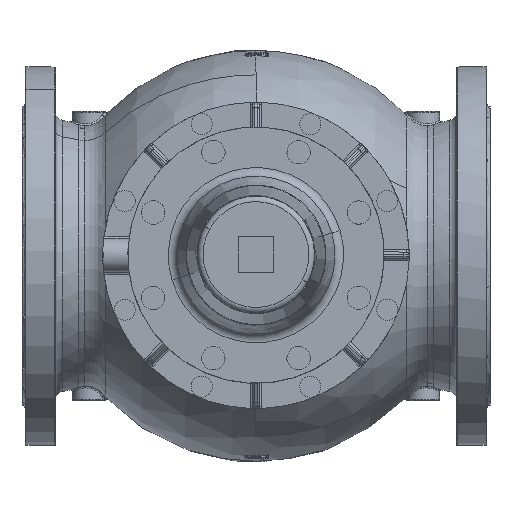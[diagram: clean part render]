
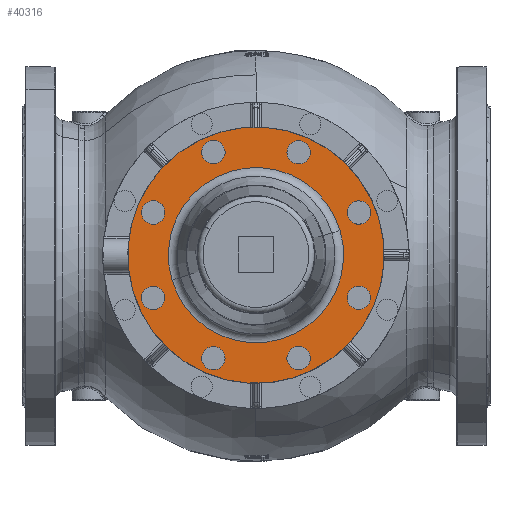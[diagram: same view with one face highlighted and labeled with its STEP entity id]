
A CAD part, top view. The second image highlights one B-rep face of the part: STEP entity #40316.
In plain terms, the highlighted planar face has unit normal (0, 0, 1).
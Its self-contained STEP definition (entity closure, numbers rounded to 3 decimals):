
#40064=AXIS2_PLACEMENT_3D('Circle Axis2P3D',#40062,#40063,$) ;
#40089=AXIS2_PLACEMENT_3D('Circle Axis2P3D',#40087,#40088,$) ;
#40148=AXIS2_PLACEMENT_3D('Plane Axis2P3D',#40145,#40146,#40147) ;
#40156=AXIS2_PLACEMENT_3D('Circle Axis2P3D',#40154,#40155,$) ;
#40165=AXIS2_PLACEMENT_3D('Circle Axis2P3D',#40163,#40164,$) ;
#40174=AXIS2_PLACEMENT_3D('Circle Axis2P3D',#40172,#40173,$) ;
#40183=AXIS2_PLACEMENT_3D('Circle Axis2P3D',#40181,#40182,$) ;
#40192=AXIS2_PLACEMENT_3D('Circle Axis2P3D',#40190,#40191,$) ;
#40201=AXIS2_PLACEMENT_3D('Circle Axis2P3D',#40199,#40200,$) ;
#40210=AXIS2_PLACEMENT_3D('Circle Axis2P3D',#40208,#40209,$) ;
#40219=AXIS2_PLACEMENT_3D('Circle Axis2P3D',#40217,#40218,$) ;
#40228=AXIS2_PLACEMENT_3D('Circle Axis2P3D',#40226,#40227,$) ;
#40237=AXIS2_PLACEMENT_3D('Circle Axis2P3D',#40235,#40236,$) ;
#40246=AXIS2_PLACEMENT_3D('Circle Axis2P3D',#40244,#40245,$) ;
#40255=AXIS2_PLACEMENT_3D('Circle Axis2P3D',#40253,#40254,$) ;
#40264=AXIS2_PLACEMENT_3D('Circle Axis2P3D',#40262,#40263,$) ;
#40273=AXIS2_PLACEMENT_3D('Circle Axis2P3D',#40271,#40272,$) ;
#40282=AXIS2_PLACEMENT_3D('Circle Axis2P3D',#40280,#40281,$) ;
#40291=AXIS2_PLACEMENT_3D('Circle Axis2P3D',#40289,#40290,$) ;
#40300=AXIS2_PLACEMENT_3D('Circle Axis2P3D',#40298,#40299,$) ;
#40309=AXIS2_PLACEMENT_3D('Circle Axis2P3D',#40307,#40308,$) ;
#40059=CARTESIAN_POINT('Vertex',(110.348,32.377,396.)) ;
#40062=CARTESIAN_POINT('Axis2P3D Location',(0.,0.,396.)) ;
#40066=CARTESIAN_POINT('Vertex',(-110.348,-32.377,396.)) ;
#40087=CARTESIAN_POINT('Axis2P3D Location',(0.,0.,396.)) ;
#40145=CARTESIAN_POINT('Axis2P3D Location',(55.606,55.606,396.)) ;
#40154=CARTESIAN_POINT('Axis2P3D Location',(-92.388,38.268,396.)) ;
#40158=CARTESIAN_POINT('Vertex',(-81.888,38.268,396.)) ;
#40160=CARTESIAN_POINT('Vertex',(-102.888,38.268,396.)) ;
#40163=CARTESIAN_POINT('Axis2P3D Location',(-92.388,38.268,396.)) ;
#40172=CARTESIAN_POINT('Axis2P3D Location',(0.,0.,396.)) ;
#40176=CARTESIAN_POINT('Vertex',(-75.458,-22.14,396.)) ;
#40178=CARTESIAN_POINT('Vertex',(75.458,22.14,396.)) ;
#40181=CARTESIAN_POINT('Axis2P3D Location',(0.,0.,396.)) ;
#40190=CARTESIAN_POINT('Axis2P3D Location',(-92.388,-38.268,396.)) ;
#40194=CARTESIAN_POINT('Vertex',(-99.813,-45.693,396.)) ;
#40196=CARTESIAN_POINT('Vertex',(-84.963,-30.844,396.)) ;
#40199=CARTESIAN_POINT('Axis2P3D Location',(-92.388,-38.268,396.)) ;
#40208=CARTESIAN_POINT('Axis2P3D Location',(-38.268,-92.388,396.)) ;
#40212=CARTESIAN_POINT('Vertex',(-38.268,-102.888,396.)) ;
#40214=CARTESIAN_POINT('Vertex',(-38.268,-81.888,396.)) ;
#40217=CARTESIAN_POINT('Axis2P3D Location',(-38.268,-92.388,396.)) ;
#40226=CARTESIAN_POINT('Axis2P3D Location',(38.268,-92.388,396.)) ;
#40230=CARTESIAN_POINT('Vertex',(45.693,-99.813,396.)) ;
#40232=CARTESIAN_POINT('Vertex',(30.844,-84.963,396.)) ;
#40235=CARTESIAN_POINT('Axis2P3D Location',(38.268,-92.388,396.)) ;
#40244=CARTESIAN_POINT('Axis2P3D Location',(92.388,-38.268,396.)) ;
#40248=CARTESIAN_POINT('Vertex',(102.888,-38.268,396.)) ;
#40250=CARTESIAN_POINT('Vertex',(81.888,-38.268,396.)) ;
#40253=CARTESIAN_POINT('Axis2P3D Location',(92.388,-38.268,396.)) ;
#40262=CARTESIAN_POINT('Axis2P3D Location',(92.388,38.268,396.)) ;
#40266=CARTESIAN_POINT('Vertex',(99.813,45.693,396.)) ;
#40268=CARTESIAN_POINT('Vertex',(84.963,30.844,396.)) ;
#40271=CARTESIAN_POINT('Axis2P3D Location',(92.388,38.268,396.)) ;
#40280=CARTESIAN_POINT('Axis2P3D Location',(38.268,92.388,396.)) ;
#40284=CARTESIAN_POINT('Vertex',(38.268,102.888,396.)) ;
#40286=CARTESIAN_POINT('Vertex',(38.268,81.888,396.)) ;
#40289=CARTESIAN_POINT('Axis2P3D Location',(38.268,92.388,396.)) ;
#40298=CARTESIAN_POINT('Axis2P3D Location',(-38.268,92.388,396.)) ;
#40302=CARTESIAN_POINT('Vertex',(-45.693,99.813,396.)) ;
#40304=CARTESIAN_POINT('Vertex',(-30.844,84.963,396.)) ;
#40307=CARTESIAN_POINT('Axis2P3D Location',(-38.268,92.388,396.)) ;
#40063=DIRECTION('Axis2P3D Direction',(0.,0.,-1.)) ;
#40088=DIRECTION('Axis2P3D Direction',(0.,0.,-1.)) ;
#40146=DIRECTION('Axis2P3D Direction',(0.,-0.,-1.)) ;
#40147=DIRECTION('Axis2P3D XDirection',(0.707,-0.707,0.)) ;
#40155=DIRECTION('Axis2P3D Direction',(0.,-0.,-1.)) ;
#40164=DIRECTION('Axis2P3D Direction',(0.,-0.,-1.)) ;
#40173=DIRECTION('Axis2P3D Direction',(0.,-0.,-1.)) ;
#40182=DIRECTION('Axis2P3D Direction',(0.,-0.,-1.)) ;
#40191=DIRECTION('Axis2P3D Direction',(0.,-0.,-1.)) ;
#40200=DIRECTION('Axis2P3D Direction',(0.,-0.,-1.)) ;
#40209=DIRECTION('Axis2P3D Direction',(0.,-0.,-1.)) ;
#40218=DIRECTION('Axis2P3D Direction',(0.,-0.,-1.)) ;
#40227=DIRECTION('Axis2P3D Direction',(0.,-0.,-1.)) ;
#40236=DIRECTION('Axis2P3D Direction',(0.,-0.,-1.)) ;
#40245=DIRECTION('Axis2P3D Direction',(0.,-0.,-1.)) ;
#40254=DIRECTION('Axis2P3D Direction',(0.,-0.,-1.)) ;
#40263=DIRECTION('Axis2P3D Direction',(0.,-0.,-1.)) ;
#40272=DIRECTION('Axis2P3D Direction',(0.,-0.,-1.)) ;
#40281=DIRECTION('Axis2P3D Direction',(0.,-0.,-1.)) ;
#40290=DIRECTION('Axis2P3D Direction',(0.,-0.,-1.)) ;
#40299=DIRECTION('Axis2P3D Direction',(0.,-0.,-1.)) ;
#40308=DIRECTION('Axis2P3D Direction',(0.,-0.,-1.)) ;
#40151=ORIENTED_EDGE('',*,*,#40068,.F.) ;
#40152=ORIENTED_EDGE('',*,*,#40091,.F.) ;
#40169=ORIENTED_EDGE('',*,*,#40162,.T.) ;
#40170=ORIENTED_EDGE('',*,*,#40167,.T.) ;
#40187=ORIENTED_EDGE('',*,*,#40180,.T.) ;
#40188=ORIENTED_EDGE('',*,*,#40185,.T.) ;
#40205=ORIENTED_EDGE('',*,*,#40198,.T.) ;
#40206=ORIENTED_EDGE('',*,*,#40203,.T.) ;
#40223=ORIENTED_EDGE('',*,*,#40216,.T.) ;
#40224=ORIENTED_EDGE('',*,*,#40221,.T.) ;
#40241=ORIENTED_EDGE('',*,*,#40234,.T.) ;
#40242=ORIENTED_EDGE('',*,*,#40239,.T.) ;
#40259=ORIENTED_EDGE('',*,*,#40252,.T.) ;
#40260=ORIENTED_EDGE('',*,*,#40257,.T.) ;
#40277=ORIENTED_EDGE('',*,*,#40270,.T.) ;
#40278=ORIENTED_EDGE('',*,*,#40275,.T.) ;
#40295=ORIENTED_EDGE('',*,*,#40288,.T.) ;
#40296=ORIENTED_EDGE('',*,*,#40293,.T.) ;
#40313=ORIENTED_EDGE('',*,*,#40306,.T.) ;
#40314=ORIENTED_EDGE('',*,*,#40311,.T.) ;
#40171=FACE_BOUND('',#40168,.T.) ;
#40189=FACE_BOUND('',#40186,.T.) ;
#40207=FACE_BOUND('',#40204,.T.) ;
#40225=FACE_BOUND('',#40222,.T.) ;
#40243=FACE_BOUND('',#40240,.T.) ;
#40261=FACE_BOUND('',#40258,.T.) ;
#40279=FACE_BOUND('',#40276,.T.) ;
#40297=FACE_BOUND('',#40294,.T.) ;
#40315=FACE_BOUND('',#40312,.T.) ;
#40316=ADVANCED_FACE('Brep With Voids',(#40153,#40171,#40189,#40207,#40225,#40243,#40261,#40279,#40297,#40315),#40149,.F.) ;
#40065=CIRCLE('generated circle',#40064,115.) ;
#40090=CIRCLE('generated circle',#40089,115.) ;
#40157=CIRCLE('generated circle',#40156,10.5) ;
#40166=CIRCLE('generated circle',#40165,10.5) ;
#40175=CIRCLE('generated circle',#40174,78.639) ;
#40184=CIRCLE('generated circle',#40183,78.639) ;
#40193=CIRCLE('generated circle',#40192,10.5) ;
#40202=CIRCLE('generated circle',#40201,10.5) ;
#40211=CIRCLE('generated circle',#40210,10.5) ;
#40220=CIRCLE('generated circle',#40219,10.5) ;
#40229=CIRCLE('generated circle',#40228,10.5) ;
#40238=CIRCLE('generated circle',#40237,10.5) ;
#40247=CIRCLE('generated circle',#40246,10.5) ;
#40256=CIRCLE('generated circle',#40255,10.5) ;
#40265=CIRCLE('generated circle',#40264,10.5) ;
#40274=CIRCLE('generated circle',#40273,10.5) ;
#40283=CIRCLE('generated circle',#40282,10.5) ;
#40292=CIRCLE('generated circle',#40291,10.5) ;
#40301=CIRCLE('generated circle',#40300,10.5) ;
#40310=CIRCLE('generated circle',#40309,10.5) ;
#40068=EDGE_CURVE('',#40060,#40067,#40065,.T.) ;
#40091=EDGE_CURVE('',#40067,#40060,#40090,.T.) ;
#40162=EDGE_CURVE('',#40159,#40161,#40157,.T.) ;
#40167=EDGE_CURVE('',#40161,#40159,#40166,.T.) ;
#40180=EDGE_CURVE('',#40177,#40179,#40175,.T.) ;
#40185=EDGE_CURVE('',#40179,#40177,#40184,.T.) ;
#40198=EDGE_CURVE('',#40195,#40197,#40193,.T.) ;
#40203=EDGE_CURVE('',#40197,#40195,#40202,.T.) ;
#40216=EDGE_CURVE('',#40213,#40215,#40211,.T.) ;
#40221=EDGE_CURVE('',#40215,#40213,#40220,.T.) ;
#40234=EDGE_CURVE('',#40231,#40233,#40229,.T.) ;
#40239=EDGE_CURVE('',#40233,#40231,#40238,.T.) ;
#40252=EDGE_CURVE('',#40249,#40251,#40247,.T.) ;
#40257=EDGE_CURVE('',#40251,#40249,#40256,.T.) ;
#40270=EDGE_CURVE('',#40267,#40269,#40265,.T.) ;
#40275=EDGE_CURVE('',#40269,#40267,#40274,.T.) ;
#40288=EDGE_CURVE('',#40285,#40287,#40283,.T.) ;
#40293=EDGE_CURVE('',#40287,#40285,#40292,.T.) ;
#40306=EDGE_CURVE('',#40303,#40305,#40301,.T.) ;
#40311=EDGE_CURVE('',#40305,#40303,#40310,.T.) ;
#40150=EDGE_LOOP('',(#40151,#40152)) ;
#40168=EDGE_LOOP('',(#40169,#40170)) ;
#40186=EDGE_LOOP('',(#40187,#40188)) ;
#40204=EDGE_LOOP('',(#40205,#40206)) ;
#40222=EDGE_LOOP('',(#40223,#40224)) ;
#40240=EDGE_LOOP('',(#40241,#40242)) ;
#40258=EDGE_LOOP('',(#40259,#40260)) ;
#40276=EDGE_LOOP('',(#40277,#40278)) ;
#40294=EDGE_LOOP('',(#40295,#40296)) ;
#40312=EDGE_LOOP('',(#40313,#40314)) ;
#40153=FACE_OUTER_BOUND('',#40150,.T.) ;
#40149=PLANE('Plane',#40148) ;
#40060=VERTEX_POINT('',#40059) ;
#40067=VERTEX_POINT('',#40066) ;
#40159=VERTEX_POINT('',#40158) ;
#40161=VERTEX_POINT('',#40160) ;
#40177=VERTEX_POINT('',#40176) ;
#40179=VERTEX_POINT('',#40178) ;
#40195=VERTEX_POINT('',#40194) ;
#40197=VERTEX_POINT('',#40196) ;
#40213=VERTEX_POINT('',#40212) ;
#40215=VERTEX_POINT('',#40214) ;
#40231=VERTEX_POINT('',#40230) ;
#40233=VERTEX_POINT('',#40232) ;
#40249=VERTEX_POINT('',#40248) ;
#40251=VERTEX_POINT('',#40250) ;
#40267=VERTEX_POINT('',#40266) ;
#40269=VERTEX_POINT('',#40268) ;
#40285=VERTEX_POINT('',#40284) ;
#40287=VERTEX_POINT('',#40286) ;
#40303=VERTEX_POINT('',#40302) ;
#40305=VERTEX_POINT('',#40304) ;
